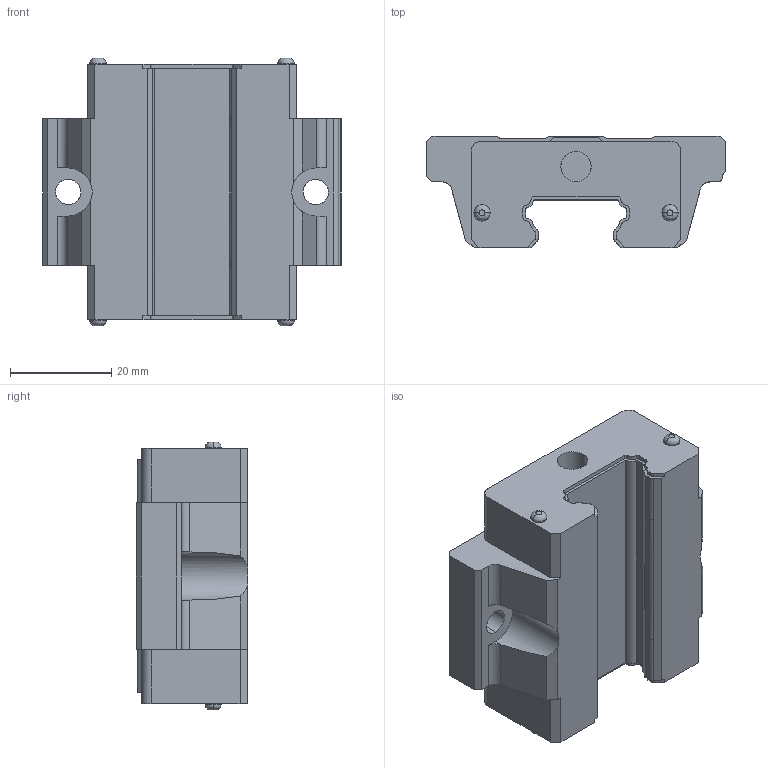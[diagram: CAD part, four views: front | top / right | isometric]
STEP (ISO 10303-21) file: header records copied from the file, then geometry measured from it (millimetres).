
FILE_DESCRIPTION (( 'STEP AP203' ), '1' );
FILE_NAME ('EGW20SC.STEP', '2007-01-12T15:05:33', ( 'HIWIN GmbH' ), ( '77654 Offenburg' ), 'SwSTEP 2.0', 'SolidWorks 2006104', '' );
FILE_SCHEMA (( 'CONFIG_CONTROL_DESIGN' ));
Length unit declared in the file: millimetre
Products named in the file (1): EGW20SC
Bounding box: 59 x 22 x 53 mm (x, y, z)
Volume: 41522.6 mm3; surface area: 10935 mm2
Topology: 1 solids, 1 shells, 197 faces, 589 edges, 402 vertices
Faces by surface type: plane 97, cylinder 77, bspline 19, cone 4
Entity records: 8751 total; most frequent: CARTESIAN_POINT 3637, ORIENTED_EDGE 1178, DIRECTION 877, EDGE_CURVE 589, VERTEX_POINT 402, VECTOR 331, LINE 331, AXIS2_PLACEMENT_3D 273
